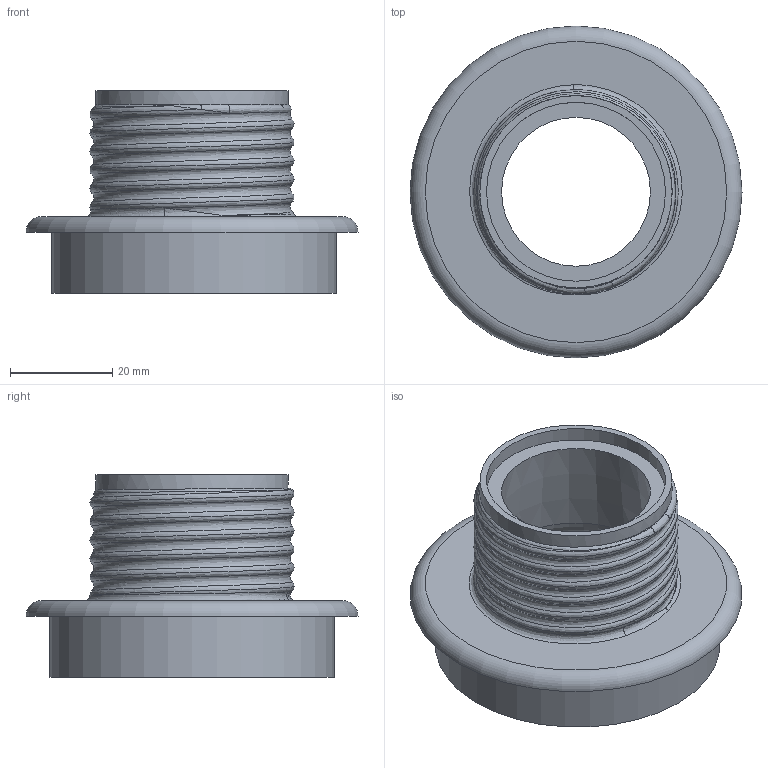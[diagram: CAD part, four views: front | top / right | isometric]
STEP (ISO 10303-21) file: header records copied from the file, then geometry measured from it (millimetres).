
FILE_DESCRIPTION(/* description */ (''),/* implementation_level */ '2;1');
FILE_NAME(/* name */ 'Threaded filter adapter.step',/* time_stamp */ '2020-10-05T17:09:29-04:00',/* author */ (''),/* organization */ (''),/* preprocessor_version */ 'ST-DEVELOPER v18.1',/* originating_system */ 'Autodesk Translation Framework v9.3.0.1241',/* authorisation */ '');
FILE_SCHEMA (('AUTOMOTIVE_DESIGN { 1 0 10303 214 3 1 1 }'));
Length unit declared in the file: millimetre
Products named in the file (2): Threaded filter adapter; nato-filter adapter
Assembly tree (1 placements, depth 2):
  Threaded filter adapter
    nato-filter adapter
Bounding box: 65.01 x 65.01 x 39.69 mm (x, y, z)
Volume: 20319 mm3; surface area: 15047.5 mm2
Topology: 1 solids, 1 shells, 24 faces, 57 edges, 39 vertices
Faces by surface type: bspline 9, plane 7, cylinder 3, torus 3, cone 2
Full cylindrical faces by diameter (mm): 35.05 x1, 37.65 x1, 55.71 x1
Entity records: 4024 total; most frequent: CARTESIAN_POINT 3452, ORIENTED_EDGE 114, DIRECTION 97, EDGE_CURVE 57, AXIS2_PLACEMENT_3D 46, VERTEX_POINT 39, EDGE_LOOP 30, B_SPLINE_CURVE_WITH_KNOTS 24
